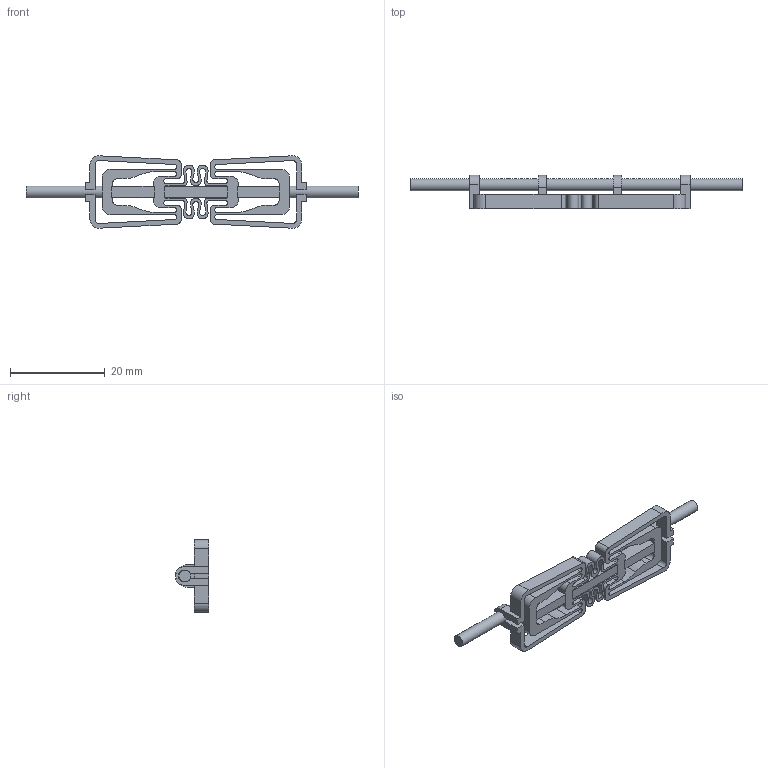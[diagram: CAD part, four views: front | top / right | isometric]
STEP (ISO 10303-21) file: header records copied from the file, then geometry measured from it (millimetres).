
FILE_DESCRIPTION(/* description */ (''),/* implementation_level */ '2;1');
FILE_NAME(/* name */ 'SpiketonT1Final v1.step',/* time_stamp */ '2025-10-04T19:54:52-07:00',/* author */ (''),/* organization */ (''),/* preprocessor_version */ 'ST-DEVELOPER v20.1',/* originating_system */ 'Autodesk Translation Framework v14.17.0.0',/* authorisation */ '');
FILE_SCHEMA (('AUTOMOTIVE_DESIGN { 1 0 10303 214 3 1 1 }'));
Length unit declared in the file: millimetre
Products named in the file (6): SpiketonT1Final; SpiketonT1; Rod (1); FrontPiezo; RarePiezo; MiddlePiezo
Assembly tree (5 placements, depth 3):
  SpiketonT1Final
    SpiketonT1
      Rod (1)
      FrontPiezo
      RarePiezo
      MiddlePiezo
Bounding box: 70 x 7 x 15.38 mm (x, y, z)
Volume: 1457.8 mm3; surface area: 3249.1 mm2
Topology: 5 solids, 5 shells, 237 faces, 679 edges, 452 vertices
Faces by surface type: plane 130, cylinder 107
Full cylindrical faces by diameter (mm): 2.5 x1, 2.528 x2
Entity records: 7981 total; most frequent: DIRECTION 1389, CARTESIAN_POINT 1379, ORIENTED_EDGE 1358, EDGE_CURVE 679, LINE 465, VECTOR 465, AXIS2_PLACEMENT_3D 462, VERTEX_POINT 452
